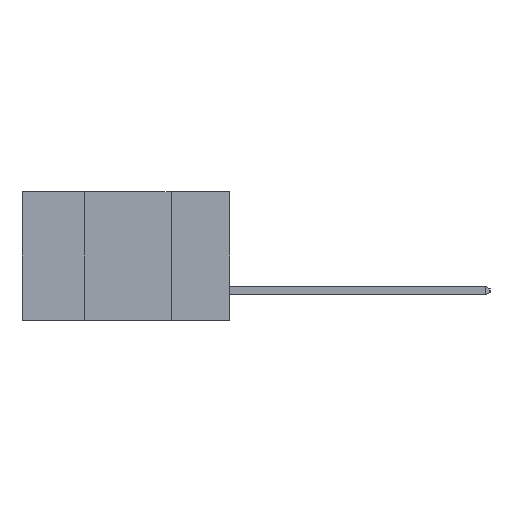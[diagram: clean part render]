
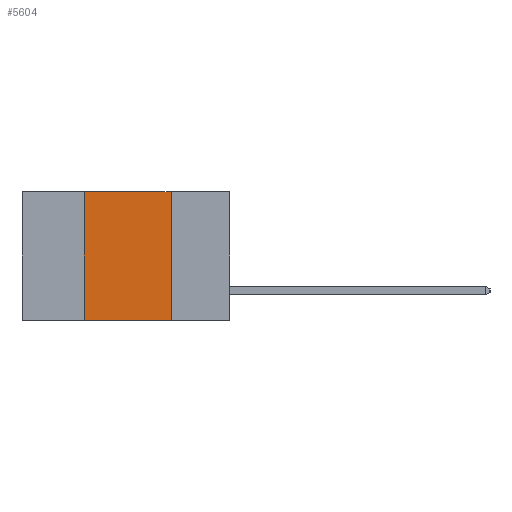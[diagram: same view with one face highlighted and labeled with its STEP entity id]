
A CAD part, left-side view. The second image highlights one B-rep face of the part: STEP entity #5604.
In plain terms, the highlighted planar face has unit normal (-1, 0, 0).
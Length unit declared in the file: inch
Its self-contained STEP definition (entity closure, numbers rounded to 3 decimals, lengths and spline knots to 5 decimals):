
#190 = CARTESIAN_POINT ( 'NONE',  ( 0., 0.17, -0.37 ) ) ;
#206 = DIRECTION ( 'NONE',  ( 0., 0., -1. ) ) ;
#227 = ORIENTED_EDGE ( 'NONE', *, *, #416, .F. ) ;
#416 = EDGE_CURVE ( 'NONE', #7975, #3887, #8815, .T. ) ;
#433 = DIRECTION ( 'NONE',  ( 1., 0., 0. ) ) ;
#491 = CARTESIAN_POINT ( 'NONE',  ( 0., 0.6, 0. ) ) ;
#547 = ORIENTED_EDGE ( 'NONE', *, *, #6623, .F. ) ;
#815 = CARTESIAN_POINT ( 'NONE',  ( 0., 0.6, 0. ) ) ;
#1799 = VERTEX_POINT ( 'NONE', #12472 ) ;
#1964 = DIRECTION ( 'NONE',  ( 0., 0., -1. ) ) ;
#2009 = CARTESIAN_POINT ( 'NONE',  ( 0., 0.17, 0. ) ) ;
#2441 = FACE_OUTER_BOUND ( 'NONE', #11681, .T. ) ;
#2453 = PLANE ( 'NONE',  #7642 ) ;
#3229 = VECTOR ( 'NONE', #9749, 39.37008 ) ;
#3887 = VERTEX_POINT ( 'NONE', #190 ) ;
#4512 = VERTEX_POINT ( 'NONE', #10700 ) ;
#5171 = DIRECTION ( 'NONE',  ( 0., -1., 0. ) ) ;
#5209 = CARTESIAN_POINT ( 'NONE',  ( 0., 0.6, -0.37 ) ) ;
#5604 = ADVANCED_FACE ( 'NONE', ( #2441 ), #2453, .F. ) ;
#5680 = DIRECTION ( 'NONE',  ( 0., -1., 0. ) ) ;
#5788 = CARTESIAN_POINT ( 'NONE',  ( 0., 0.42, 0. ) ) ;
#5871 = EDGE_CURVE ( 'NONE', #1799, #7975, #9870, .T. ) ;
#6058 = CARTESIAN_POINT ( 'NONE',  ( 0., 0.17, 0. ) ) ;
#6167 = VECTOR ( 'NONE', #1964, 39.37008 ) ;
#6623 = EDGE_CURVE ( 'NONE', #4512, #1799, #8476, .T. ) ;
#7252 = VECTOR ( 'NONE', #5680, 39.37008 ) ;
#7545 = EDGE_CURVE ( 'NONE', #4512, #3887, #12401, .T. ) ;
#7642 = AXIS2_PLACEMENT_3D ( 'NONE', #815, #433, #206 ) ;
#7975 = VERTEX_POINT ( 'NONE', #6058 ) ;
#8289 = ORIENTED_EDGE ( 'NONE', *, *, #5871, .F. ) ;
#8476 = LINE ( 'NONE', #5788, #3229 ) ;
#8605 = ORIENTED_EDGE ( 'NONE', *, *, #7545, .T. ) ;
#8815 = LINE ( 'NONE', #2009, #6167 ) ;
#9749 = DIRECTION ( 'NONE',  ( 0., 0., 1. ) ) ;
#9870 = LINE ( 'NONE', #491, #7252 ) ;
#10700 = CARTESIAN_POINT ( 'NONE',  ( 0., 0.42, -0.37 ) ) ;
#11681 = EDGE_LOOP ( 'NONE', ( #227, #8289, #547, #8605 ) ) ;
#12401 = LINE ( 'NONE', #5209, #12709 ) ;
#12472 = CARTESIAN_POINT ( 'NONE',  ( 0., 0.42, 0. ) ) ;
#12709 = VECTOR ( 'NONE', #5171, 39.37008 ) ;
